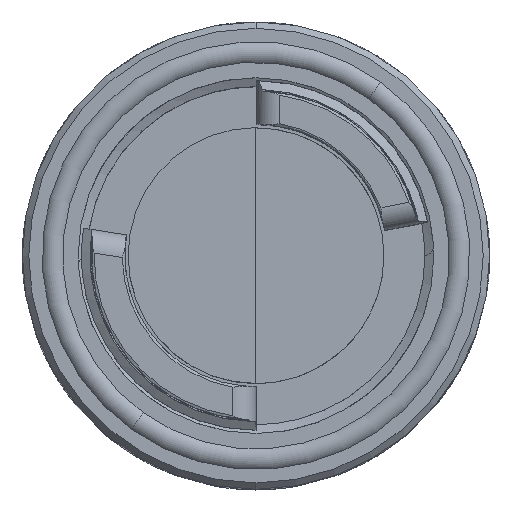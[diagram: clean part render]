
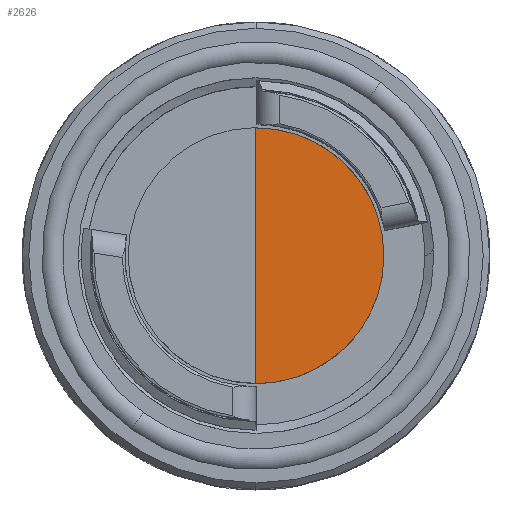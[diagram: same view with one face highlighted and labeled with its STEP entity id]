
A CAD part, top view. The second image highlights one B-rep face of the part: STEP entity #2626.
In plain terms, the highlighted planar face has unit normal (0, 0, 1).
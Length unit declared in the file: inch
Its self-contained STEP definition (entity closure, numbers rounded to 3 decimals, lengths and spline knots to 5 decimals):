
#45 = DIRECTION ( 'NONE',  ( 0., 1., 0. ) ) ;
#332 = CARTESIAN_POINT ( 'NONE',  ( -0.003, -0.49948, -0.75 ) ) ;
#1347 = ORIENTED_EDGE ( 'NONE', *, *, #10773, .T. ) ;
#1533 = AXIS2_PLACEMENT_3D ( 'NONE', #6219, #5489, #6167 ) ;
#1555 = ORIENTED_EDGE ( 'NONE', *, *, #6017, .T. ) ;
#1574 = DIRECTION ( 'NONE',  ( -1., 0., 0. ) ) ;
#1801 = EDGE_CURVE ( 'NONE', #8735, #3224, #5219, .T. ) ;
#1802 = VERTEX_POINT ( 'NONE', #3476 ) ;
#2016 = DIRECTION ( 'NONE',  ( 0., 0., 1. ) ) ;
#2509 = CARTESIAN_POINT ( 'NONE',  ( -0.003, 0.49948, -0.75 ) ) ;
#2626 = ADVANCED_FACE ( 'NONE', ( #6739 ), #9265, .F. ) ;
#3224 = VERTEX_POINT ( 'NONE', #2509 ) ;
#3476 = CARTESIAN_POINT ( 'NONE',  ( 0.49949, 0., -0.75 ) ) ;
#3539 = DIRECTION ( 'NONE',  ( 1., 0., 0. ) ) ;
#4323 = CARTESIAN_POINT ( 'NONE',  ( -0.003, 0., -0.75 ) ) ;
#5219 = LINE ( 'NONE', #4323, #10129 ) ;
#5489 = DIRECTION ( 'NONE',  ( 0., 0., 1. ) ) ;
#5833 = CARTESIAN_POINT ( 'NONE',  ( 0., 0., -0.75 ) ) ;
#6017 = EDGE_CURVE ( 'NONE', #8735, #1802, #9569, .T. ) ;
#6167 = DIRECTION ( 'NONE',  ( 1., 0., 0. ) ) ;
#6219 = CARTESIAN_POINT ( 'NONE',  ( 0., 0., -0.75 ) ) ;
#6545 = AXIS2_PLACEMENT_3D ( 'NONE', #5833, #7641, #1574 ) ;
#6739 = FACE_OUTER_BOUND ( 'NONE', #8922, .T. ) ;
#7521 = ORIENTED_EDGE ( 'NONE', *, *, #1801, .F. ) ;
#7604 = AXIS2_PLACEMENT_3D ( 'NONE', #10615, #2016, #3539 ) ;
#7641 = DIRECTION ( 'NONE',  ( 0., 0., -1. ) ) ;
#8704 = CIRCLE ( 'NONE', #1533, 0.49949 ) ;
#8735 = VERTEX_POINT ( 'NONE', #332 ) ;
#8922 = EDGE_LOOP ( 'NONE', ( #7521, #1555, #1347 ) ) ;
#9265 = PLANE ( 'NONE',  #6545 ) ;
#9569 = CIRCLE ( 'NONE', #7604, 0.49949 ) ;
#10129 = VECTOR ( 'NONE', #45, 39.37008 ) ;
#10615 = CARTESIAN_POINT ( 'NONE',  ( 0., 0., -0.75 ) ) ;
#10773 = EDGE_CURVE ( 'NONE', #1802, #3224, #8704, .T. ) ;
